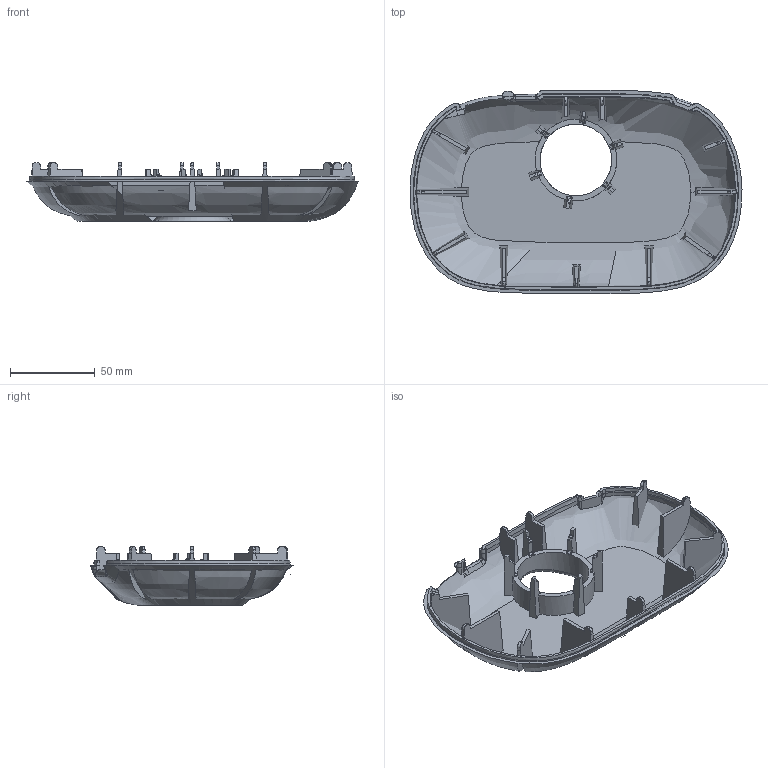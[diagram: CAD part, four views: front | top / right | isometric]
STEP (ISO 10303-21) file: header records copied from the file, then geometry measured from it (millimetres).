
FILE_DESCRIPTION(/* description */ (''),/* implementation_level */ '2;1');
FILE_NAME(/* name */ 'Stylish Belt Synth V4 Plastic Enclosure Bottom.step',/* time_stamp */ '2019-07-19T06:54:36-07:00',/* author */ (''),/* organization */ (''),/* preprocessor_version */ 'ST-DEVELOPER v18',/* originating_system */ 'Autodesk Translation Framework v8.2.0.1029',/* authorisation */ '');
FILE_SCHEMA (('AUTOMOTIVE_DESIGN { 1 0 10303 214 3 1 1 }'));
Products named in the file (1): Stylish Belt Synth V4 Plastic Enclosure
Bounding box: 196.28 x 120.21 x 34.77 mm (x, y, z)
Volume: 72410.2 mm3; surface area: 66854.7 mm2
Topology: 1 solids, 1 shells, 497 faces, 1424 edges, 927 vertices
Faces by surface type: plane 171, bspline 130, torus 80, cylinder 77, cone 39
Full cylindrical faces by diameter (mm): 42.34 x1
Entity records: 39860 total; most frequent: CARTESIAN_POINT 28070, ORIENTED_EDGE 2840, DIRECTION 1949, EDGE_CURVE 1420, VERTEX_POINT 927, AXIS2_PLACEMENT_3D 738, B_SPLINE_CURVE_WITH_KNOTS 564, EDGE_LOOP 501
